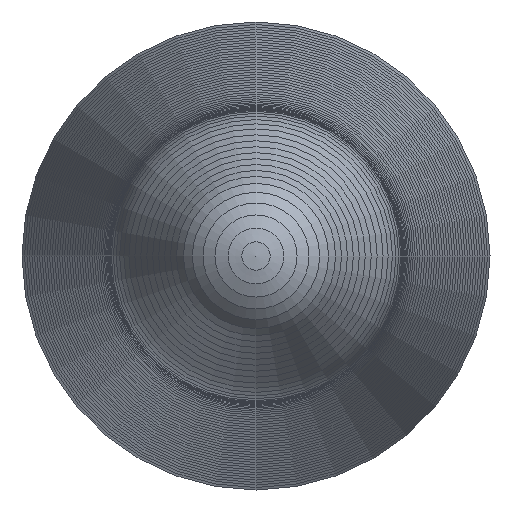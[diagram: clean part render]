
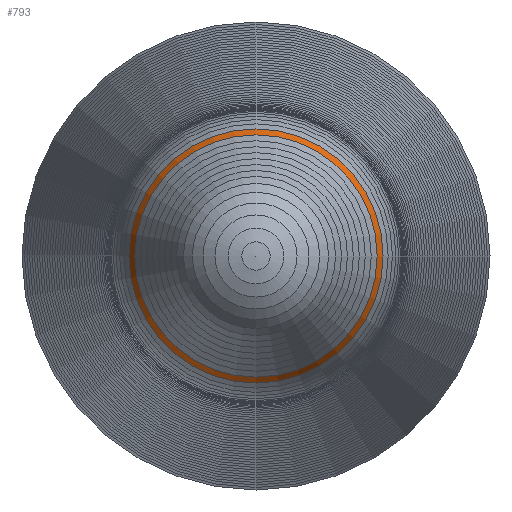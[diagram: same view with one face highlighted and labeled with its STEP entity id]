
A CAD part, left-side view. The second image highlights one B-rep face of the part: STEP entity #793.
In plain terms, the highlighted conical face has half-angle 25.037 degrees and reference radius 0.434 mm.
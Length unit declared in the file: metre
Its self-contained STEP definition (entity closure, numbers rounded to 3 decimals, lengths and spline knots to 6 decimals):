
#704 = CONICAL_SURFACE('',#705,0.000414,0.437);
#705 = AXIS2_PLACEMENT_3D('',#706,#707,#708);
#706 = CARTESIAN_POINT('',(0.000178,0.,0.));
#707 = DIRECTION('',(1.,0.,0.));
#708 = DIRECTION('',(0.,1.,0.));
#742 = EDGE_CURVE('',#743,#743,#745,.T.);
#743 = VERTEX_POINT('',#744);
#744 = CARTESIAN_POINT('',(0.000178,0.000414,0.));
#745 = SURFACE_CURVE('',#746,(#751,#758),.PCURVE_S1.);
#746 = CIRCLE('',#747,0.000414);
#747 = AXIS2_PLACEMENT_3D('',#748,#749,#750);
#748 = CARTESIAN_POINT('',(0.000178,0.,0.));
#749 = DIRECTION('',(1.,0.,0.));
#750 = DIRECTION('',(-0.,1.,0.));
#751 = PCURVE('',#704,#752);
#752 = DEFINITIONAL_REPRESENTATION('',(#753),#757);
#753 = LINE('',#754,#755);
#754 = CARTESIAN_POINT('',(0.,-0.));
#755 = VECTOR('',#756,1.);
#756 = DIRECTION('',(1.,-0.));
#757 = ( GEOMETRIC_REPRESENTATION_CONTEXT(2) 
PARAMETRIC_REPRESENTATION_CONTEXT() REPRESENTATION_CONTEXT('2D SPACE',''
  ) );
#758 = PCURVE('',#759,#764);
#759 = CONICAL_SURFACE('',#760,0.000434,0.437);
#760 = AXIS2_PLACEMENT_3D('',#761,#762,#763);
#761 = CARTESIAN_POINT('',(0.000221,0.,0.));
#762 = DIRECTION('',(1.,0.,0.));
#763 = DIRECTION('',(0.,1.,0.));
#764 = DEFINITIONAL_REPRESENTATION('',(#765),#769);
#765 = LINE('',#766,#767);
#766 = CARTESIAN_POINT('',(0.,0.));
#767 = VECTOR('',#768,1.);
#768 = DIRECTION('',(1.,-0.));
#769 = ( GEOMETRIC_REPRESENTATION_CONTEXT(2) 
PARAMETRIC_REPRESENTATION_CONTEXT() REPRESENTATION_CONTEXT('2D SPACE',''
  ) );
#793 = ADVANCED_FACE('',(#794),#759,.T.);
#794 = FACE_BOUND('',#795,.F.);
#795 = EDGE_LOOP('',(#796,#825,#846,#847));
#796 = ORIENTED_EDGE('',*,*,#797,.T.);
#797 = EDGE_CURVE('',#798,#798,#800,.T.);
#798 = VERTEX_POINT('',#799);
#799 = CARTESIAN_POINT('',(0.000221,0.000434,0.));
#800 = SURFACE_CURVE('',#801,(#806,#813),.PCURVE_S1.);
#801 = CIRCLE('',#802,0.000434);
#802 = AXIS2_PLACEMENT_3D('',#803,#804,#805);
#803 = CARTESIAN_POINT('',(0.000221,0.,0.));
#804 = DIRECTION('',(1.,0.,0.));
#805 = DIRECTION('',(-0.,1.,0.));
#806 = PCURVE('',#759,#807);
#807 = DEFINITIONAL_REPRESENTATION('',(#808),#812);
#808 = LINE('',#809,#810);
#809 = CARTESIAN_POINT('',(0.,-0.));
#810 = VECTOR('',#811,1.);
#811 = DIRECTION('',(1.,-0.));
#812 = ( GEOMETRIC_REPRESENTATION_CONTEXT(2) 
PARAMETRIC_REPRESENTATION_CONTEXT() REPRESENTATION_CONTEXT('2D SPACE',''
  ) );
#813 = PCURVE('',#814,#819);
#814 = CONICAL_SURFACE('',#815,0.000452,0.405);
#815 = AXIS2_PLACEMENT_3D('',#816,#817,#818);
#816 = CARTESIAN_POINT('',(0.000261,0.,0.));
#817 = DIRECTION('',(1.,0.,0.));
#818 = DIRECTION('',(0.,1.,0.));
#819 = DEFINITIONAL_REPRESENTATION('',(#820),#824);
#820 = LINE('',#821,#822);
#821 = CARTESIAN_POINT('',(0.,0.));
#822 = VECTOR('',#823,1.);
#823 = DIRECTION('',(1.,-0.));
#824 = ( GEOMETRIC_REPRESENTATION_CONTEXT(2) 
PARAMETRIC_REPRESENTATION_CONTEXT() REPRESENTATION_CONTEXT('2D SPACE',''
  ) );
#825 = ORIENTED_EDGE('',*,*,#826,.T.);
#826 = EDGE_CURVE('',#798,#743,#827,.T.);
#827 = SEAM_CURVE('',#828,(#832,#839),.PCURVE_S1.);
#828 = LINE('',#829,#830);
#829 = CARTESIAN_POINT('',(0.000221,0.000434,0.));
#830 = VECTOR('',#831,1.);
#831 = DIRECTION('',(-0.906,-0.423,0.));
#832 = PCURVE('',#759,#833);
#833 = DEFINITIONAL_REPRESENTATION('',(#834),#838);
#834 = LINE('',#835,#836);
#835 = CARTESIAN_POINT('',(0.,-0.));
#836 = VECTOR('',#837,1.);
#837 = DIRECTION('',(0.,-1.));
#838 = ( GEOMETRIC_REPRESENTATION_CONTEXT(2) 
PARAMETRIC_REPRESENTATION_CONTEXT() REPRESENTATION_CONTEXT('2D SPACE',''
  ) );
#839 = PCURVE('',#759,#840);
#840 = DEFINITIONAL_REPRESENTATION('',(#841),#845);
#841 = LINE('',#842,#843);
#842 = CARTESIAN_POINT('',(6.283,-0.));
#843 = VECTOR('',#844,1.);
#844 = DIRECTION('',(0.,-1.));
#845 = ( GEOMETRIC_REPRESENTATION_CONTEXT(2) 
PARAMETRIC_REPRESENTATION_CONTEXT() REPRESENTATION_CONTEXT('2D SPACE',''
  ) );
#846 = ORIENTED_EDGE('',*,*,#742,.F.);
#847 = ORIENTED_EDGE('',*,*,#826,.F.);
